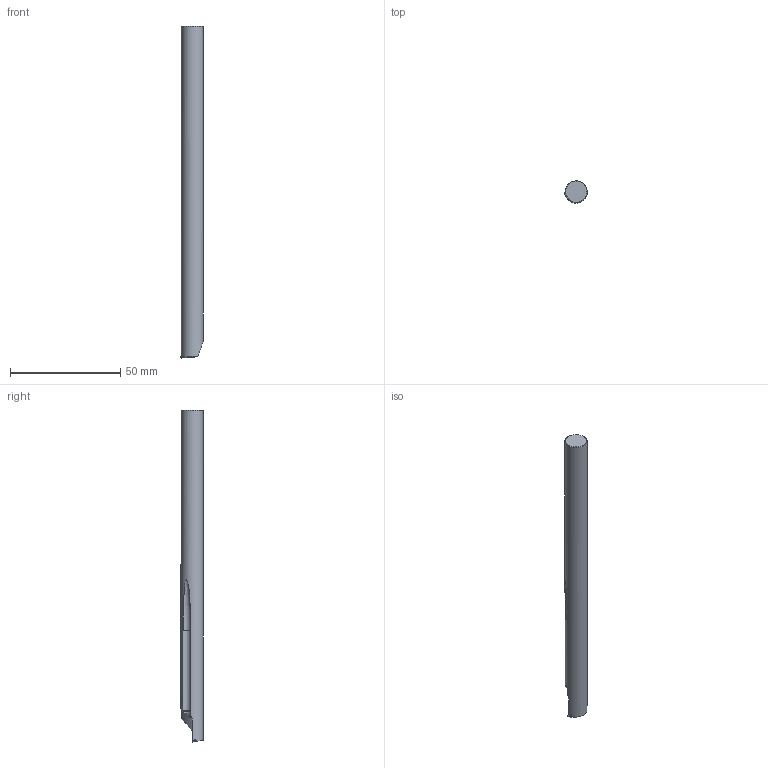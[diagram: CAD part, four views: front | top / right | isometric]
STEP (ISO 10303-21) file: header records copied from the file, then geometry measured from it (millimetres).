
FILE_DESCRIPTION(/* description */ (''),/* implementation_level */ '2;1');
FILE_NAME(/* name */ '1527056676054.stp',/* time_stamp */ '2018-05-23T08:24:43+02:00',/* author */ (''),/* organization */ ('SMS'),/* preprocessor_version */ 'ST-DEVELOPER v15',/* originating_system */ 'SIEMENS PLM Software NX 8.5',/* authorisation */ '');
FILE_SCHEMA (('AUTOMOTIVE_DESIGN { 1 0 10303 214 3 1 1 1 }'));
Length unit declared in the file: millimetre
Products named in the file (4): 201662656mod000_01; ASSEMBLY_CONSTRUCTION; 201668131mod000_00; 201668986mod000_00
Assembly tree (3 placements, depth 2):
  201668986mod000_00
    201668131mod000_00
    ASSEMBLY_CONSTRUCTION
    201662656mod000_01
Bounding box: 10.19 x 9.99 x 150.4 mm (x, y, z)
Volume: 11070.7 mm3; surface area: 4915.6 mm2
Topology: 2 solids, 2 shells, 44 faces, 112 edges, 80 vertices
Faces by surface type: plane 24, cone 8, cylinder 7, torus 4, bspline 1
Full cylindrical faces by diameter (mm): 2.2 x2, 9.99 x1
Entity records: 1660 total; most frequent: CARTESIAN_POINT 467, DIRECTION 231, ORIENTED_EDGE 202, EDGE_CURVE 101, AXIS2_PLACEMENT_3D 93, VERTEX_POINT 71, EDGE_LOOP 56, LINE 45
